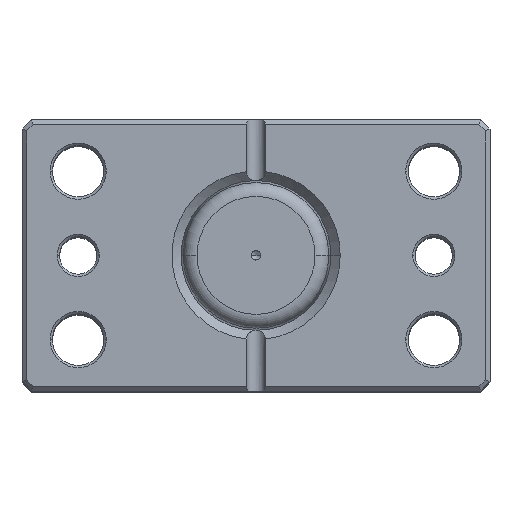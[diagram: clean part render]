
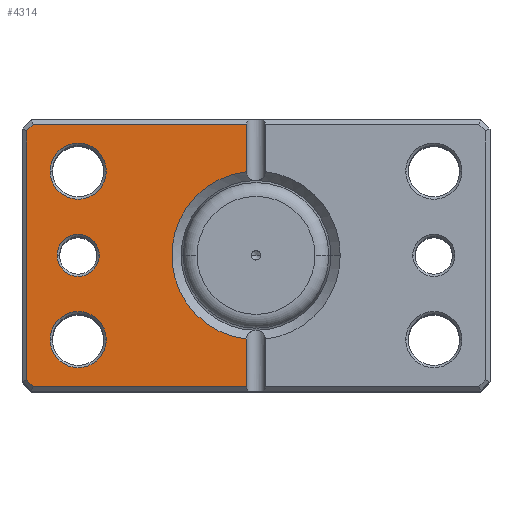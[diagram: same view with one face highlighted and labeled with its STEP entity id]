
A CAD part, top view. The second image highlights one B-rep face of the part: STEP entity #4314.
In plain terms, the highlighted face is planar.
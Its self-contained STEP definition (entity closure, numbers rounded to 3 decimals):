
#45 = DIRECTION ( 'NONE',  ( 0., 0., 1. ) ) ;
#109 = VERTEX_POINT ( 'NONE', #4214 ) ;
#213 = LINE ( 'NONE', #586, #2876 ) ;
#220 = ORIENTED_EDGE ( 'NONE', *, *, #3425, .T. ) ;
#227 = DIRECTION ( 'NONE',  ( 0., 1., 0. ) ) ;
#299 = VECTOR ( 'NONE', #2856, 1000. ) ;
#383 = EDGE_CURVE ( 'NONE', #5403, #1216, #1808, .T. ) ;
#429 = ORIENTED_EDGE ( 'NONE', *, *, #915, .T. ) ;
#483 = DIRECTION ( 'NONE',  ( 1., 0., 0. ) ) ;
#486 = CARTESIAN_POINT ( 'NONE',  ( 47.586, -28., 0. ) ) ;
#586 = CARTESIAN_POINT ( 'NONE',  ( 37.793, -37.793, 0. ) ) ;
#608 = ORIENTED_EDGE ( 'NONE', *, *, #6804, .T. ) ;
#610 = DIRECTION ( 'NONE',  ( 0., 0., 1. ) ) ;
#623 = LINE ( 'NONE', #5091, #6133 ) ;
#647 = FACE_OUTER_BOUND ( 'NONE', #5123, .T. ) ;
#665 = VERTEX_POINT ( 'NONE', #6779 ) ;
#699 = AXIS2_PLACEMENT_3D ( 'NONE', #5908, #2721, #6470 ) ;
#722 = CARTESIAN_POINT ( 'NONE',  ( 37.793, 37.793, 0. ) ) ;
#732 = AXIS2_PLACEMENT_3D ( 'NONE', #1019, #5817, #2630 ) ;
#743 = ORIENTED_EDGE ( 'NONE', *, *, #5634, .T. ) ;
#750 = VERTEX_POINT ( 'NONE', #4687 ) ;
#788 = EDGE_LOOP ( 'NONE', ( #3614, #608 ) ) ;
#915 = EDGE_CURVE ( 'NONE', #109, #665, #5711, .T. ) ;
#988 = VECTOR ( 'NONE', #4045, 1000. ) ;
#1019 = CARTESIAN_POINT ( 'NONE',  ( 0., 0., 0. ) ) ;
#1086 = EDGE_CURVE ( 'NONE', #6606, #5577, #1715, .T. ) ;
#1163 = CARTESIAN_POINT ( 'NONE',  ( 38., 18., 0. ) ) ;
#1216 = VERTEX_POINT ( 'NONE', #5660 ) ;
#1223 = CARTESIAN_POINT ( 'NONE',  ( 2., 29., 0. ) ) ;
#1281 = VERTEX_POINT ( 'NONE', #6264 ) ;
#1297 = ORIENTED_EDGE ( 'NONE', *, *, #6791, .T. ) ;
#1447 = LINE ( 'NONE', #1223, #2693 ) ;
#1468 = DIRECTION ( 'NONE',  ( 0., 0., 1. ) ) ;
#1560 = VERTEX_POINT ( 'NONE', #6379 ) ;
#1622 = LINE ( 'NONE', #2341, #2869 ) ;
#1671 = DIRECTION ( 'NONE',  ( -1., 0., 0. ) ) ;
#1695 = DIRECTION ( 'NONE',  ( 1., 0., 0. ) ) ;
#1715 = LINE ( 'NONE', #722, #299 ) ;
#1808 = CIRCLE ( 'NONE', #2893, 4.5 ) ;
#1821 = CIRCLE ( 'NONE', #5082, 6. ) ;
#1845 = EDGE_CURVE ( 'NONE', #1216, #5403, #5692, .T. ) ;
#2062 = FACE_BOUND ( 'NONE', #788, .T. ) ;
#2175 = DIRECTION ( 'NONE',  ( -0.707, -0.707, 0. ) ) ;
#2258 = DIRECTION ( 'NONE',  ( 0., 0., 1. ) ) ;
#2329 = EDGE_CURVE ( 'NONE', #1281, #6201, #1447, .T. ) ;
#2341 = CARTESIAN_POINT ( 'NONE',  ( 2., 29., 0. ) ) ;
#2384 = CARTESIAN_POINT ( 'NONE',  ( 49., -26.586, 0. ) ) ;
#2509 = CARTESIAN_POINT ( 'NONE',  ( 38., 0., 0. ) ) ;
#2569 = EDGE_CURVE ( 'NONE', #4766, #3898, #1622, .T. ) ;
#2630 = DIRECTION ( 'NONE',  ( 1., 0., 0. ) ) ;
#2693 = VECTOR ( 'NONE', #4909, 1000. ) ;
#2701 = CARTESIAN_POINT ( 'NONE',  ( 38., -18., 0. ) ) ;
#2721 = DIRECTION ( 'NONE',  ( 0., 0., 1. ) ) ;
#2856 = DIRECTION ( 'NONE',  ( 0.707, -0.707, 0. ) ) ;
#2869 = VECTOR ( 'NONE', #227, 1000. ) ;
#2876 = VECTOR ( 'NONE', #2175, 1000. ) ;
#2893 = AXIS2_PLACEMENT_3D ( 'NONE', #2509, #1468, #483 ) ;
#3235 = CARTESIAN_POINT ( 'NONE',  ( 38., 0., 0. ) ) ;
#3237 = DIRECTION ( 'NONE',  ( 1., 0., 0. ) ) ;
#3238 = VECTOR ( 'NONE', #1671, 1000. ) ;
#3250 = ORIENTED_EDGE ( 'NONE', *, *, #5107, .T. ) ;
#3413 = CARTESIAN_POINT ( 'NONE',  ( 2., -17.889, 0. ) ) ;
#3425 = EDGE_CURVE ( 'NONE', #665, #109, #5810, .T. ) ;
#3475 = FACE_BOUND ( 'NONE', #5333, .T. ) ;
#3614 = ORIENTED_EDGE ( 'NONE', *, *, #5150, .T. ) ;
#3630 = FACE_BOUND ( 'NONE', #4057, .T. ) ;
#3741 = DIRECTION ( 'NONE',  ( 1., 0., 0. ) ) ;
#3774 = CARTESIAN_POINT ( 'NONE',  ( 0., -28., 0. ) ) ;
#3785 = CARTESIAN_POINT ( 'NONE',  ( 38., 18., 0. ) ) ;
#3803 = EDGE_CURVE ( 'NONE', #5577, #5357, #6511, .T. ) ;
#3872 = CIRCLE ( 'NONE', #5723, 18. ) ;
#3885 = AXIS2_PLACEMENT_3D ( 'NONE', #3785, #610, #4315 ) ;
#3898 = VERTEX_POINT ( 'NONE', #6861 ) ;
#4015 = ORIENTED_EDGE ( 'NONE', *, *, #1845, .T. ) ;
#4045 = DIRECTION ( 'NONE',  ( 0., -1., 0. ) ) ;
#4057 = EDGE_LOOP ( 'NONE', ( #429, #220 ) ) ;
#4112 = CIRCLE ( 'NONE', #3885, 6. ) ;
#4214 = CARTESIAN_POINT ( 'NONE',  ( 32., -18., 0. ) ) ;
#4314 = ADVANCED_FACE ( 'NONE', ( #3475, #3630, #2062, #647 ), #5277, .F. ) ;
#4315 = DIRECTION ( 'NONE',  ( 1., 0., 0. ) ) ;
#4318 = VERTEX_POINT ( 'NONE', #486 ) ;
#4337 = ORIENTED_EDGE ( 'NONE', *, *, #3803, .T. ) ;
#4347 = ORIENTED_EDGE ( 'NONE', *, *, #1086, .T. ) ;
#4451 = EDGE_CURVE ( 'NONE', #6201, #4766, #3872, .T. ) ;
#4558 = DIRECTION ( 'NONE',  ( 1., 0., 0. ) ) ;
#4634 = LINE ( 'NONE', #3774, #3238 ) ;
#4687 = CARTESIAN_POINT ( 'NONE',  ( 44., 18., 0. ) ) ;
#4710 = CARTESIAN_POINT ( 'NONE',  ( 47.586, 28., 0. ) ) ;
#4718 = ORIENTED_EDGE ( 'NONE', *, *, #2329, .T. ) ;
#4766 = VERTEX_POINT ( 'NONE', #5642 ) ;
#4876 = DIRECTION ( 'NONE',  ( 0., 0., 1. ) ) ;
#4909 = DIRECTION ( 'NONE',  ( 0., 1., 0. ) ) ;
#5082 = AXIS2_PLACEMENT_3D ( 'NONE', #1163, #4876, #1695 ) ;
#5091 = CARTESIAN_POINT ( 'NONE',  ( 0., 28., 0. ) ) ;
#5093 = AXIS2_PLACEMENT_3D ( 'NONE', #3235, #45, #3741 ) ;
#5103 = CARTESIAN_POINT ( 'NONE',  ( 49., 0., 0. ) ) ;
#5107 = EDGE_CURVE ( 'NONE', #5357, #4318, #213, .T. ) ;
#5123 = EDGE_LOOP ( 'NONE', ( #4718, #5673, #6601, #743, #4347, #4337, #3250, #1297 ) ) ;
#5150 = EDGE_CURVE ( 'NONE', #1560, #750, #4112, .T. ) ;
#5267 = AXIS2_PLACEMENT_3D ( 'NONE', #2701, #6448, #3237 ) ;
#5277 = PLANE ( 'NONE',  #732 ) ;
#5333 = EDGE_LOOP ( 'NONE', ( #5616, #4015 ) ) ;
#5357 = VERTEX_POINT ( 'NONE', #2384 ) ;
#5403 = VERTEX_POINT ( 'NONE', #6751 ) ;
#5439 = CARTESIAN_POINT ( 'NONE',  ( 0., 0., 0. ) ) ;
#5577 = VERTEX_POINT ( 'NONE', #5602 ) ;
#5602 = CARTESIAN_POINT ( 'NONE',  ( 49., 26.586, 0. ) ) ;
#5616 = ORIENTED_EDGE ( 'NONE', *, *, #383, .T. ) ;
#5634 = EDGE_CURVE ( 'NONE', #3898, #6606, #623, .T. ) ;
#5642 = CARTESIAN_POINT ( 'NONE',  ( 2., 17.889, 0. ) ) ;
#5660 = CARTESIAN_POINT ( 'NONE',  ( 42.5, 0., 0. ) ) ;
#5673 = ORIENTED_EDGE ( 'NONE', *, *, #4451, .T. ) ;
#5692 = CIRCLE ( 'NONE', #5093, 4.5 ) ;
#5711 = CIRCLE ( 'NONE', #5267, 6. ) ;
#5723 = AXIS2_PLACEMENT_3D ( 'NONE', #5439, #2258, #5989 ) ;
#5810 = CIRCLE ( 'NONE', #699, 6. ) ;
#5817 = DIRECTION ( 'NONE',  ( 0., 0., 1. ) ) ;
#5908 = CARTESIAN_POINT ( 'NONE',  ( 38., -18., 0. ) ) ;
#5989 = DIRECTION ( 'NONE',  ( 1., 0., 0. ) ) ;
#6133 = VECTOR ( 'NONE', #4558, 1000. ) ;
#6201 = VERTEX_POINT ( 'NONE', #3413 ) ;
#6264 = CARTESIAN_POINT ( 'NONE',  ( 2., -28., 0. ) ) ;
#6379 = CARTESIAN_POINT ( 'NONE',  ( 32., 18., 0. ) ) ;
#6448 = DIRECTION ( 'NONE',  ( 0., 0., 1. ) ) ;
#6470 = DIRECTION ( 'NONE',  ( 1., 0., 0. ) ) ;
#6511 = LINE ( 'NONE', #5103, #988 ) ;
#6601 = ORIENTED_EDGE ( 'NONE', *, *, #2569, .T. ) ;
#6606 = VERTEX_POINT ( 'NONE', #4710 ) ;
#6751 = CARTESIAN_POINT ( 'NONE',  ( 33.5, 0., 0. ) ) ;
#6779 = CARTESIAN_POINT ( 'NONE',  ( 44., -18., 0. ) ) ;
#6791 = EDGE_CURVE ( 'NONE', #4318, #1281, #4634, .T. ) ;
#6804 = EDGE_CURVE ( 'NONE', #750, #1560, #1821, .T. ) ;
#6861 = CARTESIAN_POINT ( 'NONE',  ( 2., 28., 0. ) ) ;
